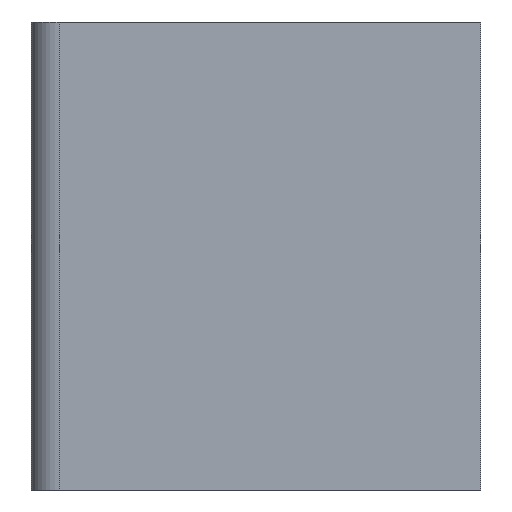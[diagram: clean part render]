
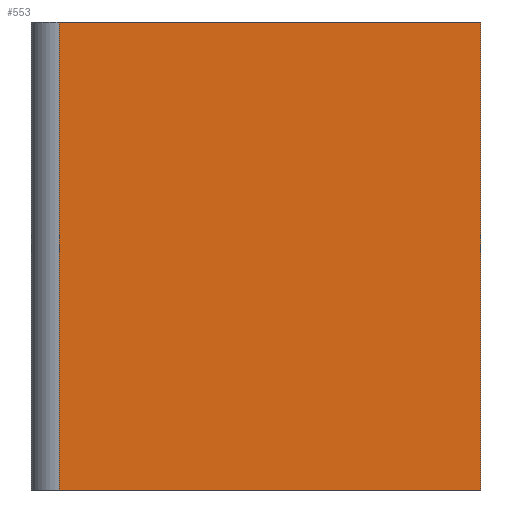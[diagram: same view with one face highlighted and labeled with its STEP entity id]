
A CAD part, left-side view. The second image highlights one B-rep face of the part: STEP entity #553.
In plain terms, the highlighted planar face has unit normal (-1, 0, 0).
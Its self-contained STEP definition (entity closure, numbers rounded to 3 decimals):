
#497=CARTESIAN_POINT('',(-18.156,-12.795,5.0));
#498=VERTEX_POINT('',#497);
#505=CARTESIAN_POINT('',(-18.156,-12.795,0.0));
#506=VERTEX_POINT('',#505);
#507=CARTESIAN_POINT('',(-18.156,-12.795,0.0));
#508=DIRECTION('',(0.0,0.0,1.0));
#509=VECTOR('',#508,5.0);
#510=LINE('',#507,#509);
#511=EDGE_CURVE('',#506,#498,#510,.T.);
#523=CARTESIAN_POINT('',(-18.156,-12.795,0.0));
#524=DIRECTION('',(-1.0,0.0,0.0));
#525=DIRECTION('',(0.0,0.0,1.0));
#526=AXIS2_PLACEMENT_3D('',#523,#524,#525);
#527=PLANE('',#526);
#528=CARTESIAN_POINT('',(-18.156,-8.295,5.0));
#529=VERTEX_POINT('',#528);
#530=CARTESIAN_POINT('',(-18.156,-12.795,5.0));
#531=DIRECTION('',(0.0,1.0,0.0));
#532=VECTOR('',#531,4.5);
#533=LINE('',#530,#532);
#534=EDGE_CURVE('',#498,#529,#533,.T.);
#535=ORIENTED_EDGE('',*,*,#534,.T.);
#536=CARTESIAN_POINT('',(-18.156,-8.295,0.0));
#537=VERTEX_POINT('',#536);
#538=CARTESIAN_POINT('',(-18.156,-8.295,0.0));
#539=DIRECTION('',(0.0,0.0,1.0));
#540=VECTOR('',#539,5.0);
#541=LINE('',#538,#540);
#542=EDGE_CURVE('',#537,#529,#541,.T.);
#543=ORIENTED_EDGE('',*,*,#542,.F.);
#544=CARTESIAN_POINT('',(-18.156,-12.795,0.0));
#545=DIRECTION('',(0.0,1.0,0.0));
#546=VECTOR('',#545,4.5);
#547=LINE('',#544,#546);
#548=EDGE_CURVE('',#506,#537,#547,.T.);
#549=ORIENTED_EDGE('',*,*,#548,.F.);
#550=ORIENTED_EDGE('',*,*,#511,.T.);
#551=EDGE_LOOP('',(#535,#543,#549,#550));
#552=FACE_OUTER_BOUND('',#551,.T.);
#553=ADVANCED_FACE('',(#552),#527,.T.);
